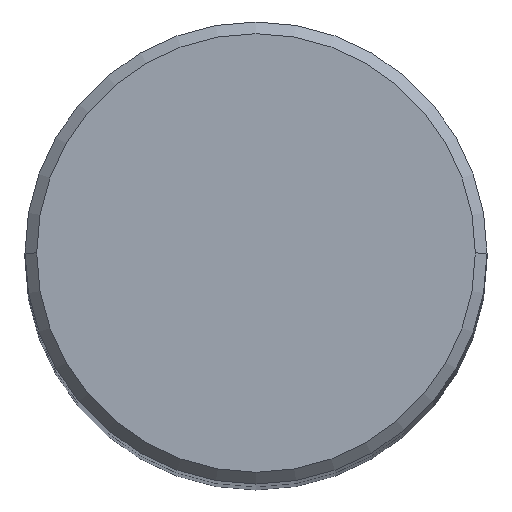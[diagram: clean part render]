
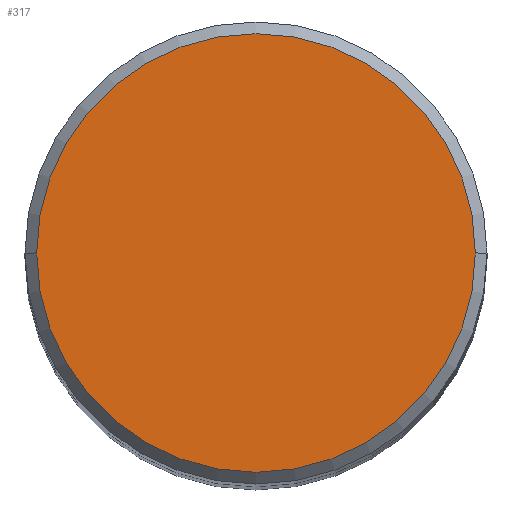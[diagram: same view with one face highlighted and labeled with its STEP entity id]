
A CAD part, top view. The second image highlights one B-rep face of the part: STEP entity #317.
In plain terms, the highlighted planar face has unit normal (0, 0, 1).
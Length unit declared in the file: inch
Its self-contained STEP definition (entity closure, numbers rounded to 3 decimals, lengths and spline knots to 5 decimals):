
#26 = CARTESIAN_POINT ( 'NONE',  ( 0., 0.3737, 0. ) ) ;
#61 = DIRECTION ( 'NONE',  ( -1., 0., 0. ) ) ;
#73 = AXIS2_PLACEMENT_3D ( 'NONE', #26, #163, #61 ) ;
#79 = VERTEX_POINT ( 'NONE', #333 ) ;
#112 = DIRECTION ( 'NONE',  ( 0., 0., 1. ) ) ;
#113 = CARTESIAN_POINT ( 'NONE',  ( 0.3737, 0., 0. ) ) ;
#163 = DIRECTION ( 'NONE',  ( 0., 0., -1. ) ) ;
#189 = EDGE_CURVE ( 'NONE', #79, #283, #210, .T. ) ;
#210 = CIRCLE ( 'NONE', #218, 0.3737 ) ;
#212 = ORIENTED_EDGE ( 'NONE', *, *, #403, .T. ) ;
#218 = AXIS2_PLACEMENT_3D ( 'NONE', #272, #266, #240 ) ;
#225 = PLANE ( 'NONE',  #73 ) ;
#240 = DIRECTION ( 'NONE',  ( 1., 0., 0. ) ) ;
#266 = DIRECTION ( 'NONE',  ( 0., 0., 1. ) ) ;
#272 = CARTESIAN_POINT ( 'NONE',  ( 0., 0., 0. ) ) ;
#283 = VERTEX_POINT ( 'NONE', #113 ) ;
#289 = ORIENTED_EDGE ( 'NONE', *, *, #189, .T. ) ;
#294 = AXIS2_PLACEMENT_3D ( 'NONE', #337, #112, #399 ) ;
#317 = ADVANCED_FACE ( 'NONE', ( #325 ), #225, .F. ) ;
#325 = FACE_OUTER_BOUND ( 'NONE', #389, .T. ) ;
#333 = CARTESIAN_POINT ( 'NONE',  ( -0.3737, 0., 0. ) ) ;
#337 = CARTESIAN_POINT ( 'NONE',  ( 0., 0., 0. ) ) ;
#389 = EDGE_LOOP ( 'NONE', ( #289, #212 ) ) ;
#399 = DIRECTION ( 'NONE',  ( 1., 0., 0. ) ) ;
#402 = CIRCLE ( 'NONE', #294, 0.3737 ) ;
#403 = EDGE_CURVE ( 'NONE', #283, #79, #402, .T. ) ;
